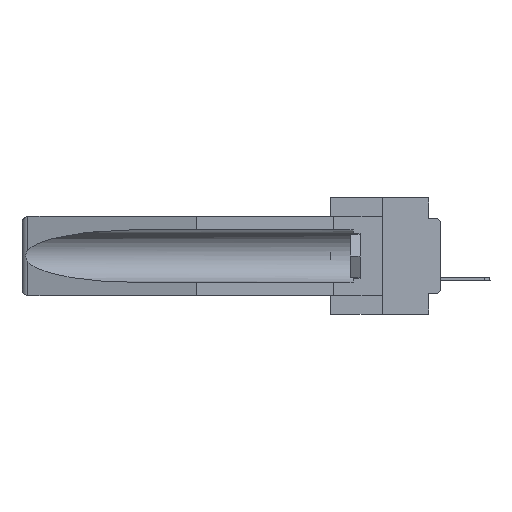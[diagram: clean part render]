
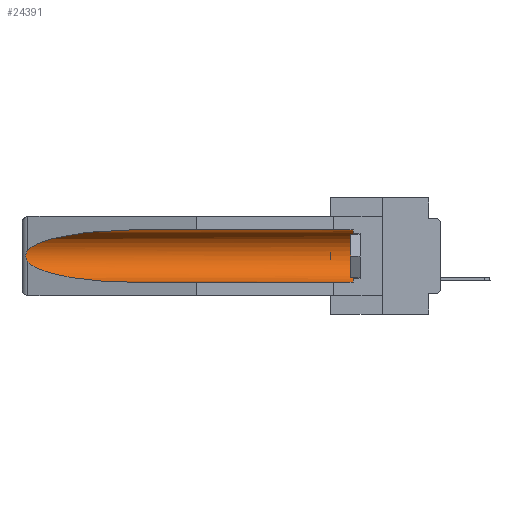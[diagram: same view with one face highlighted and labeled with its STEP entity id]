
A CAD part, left-side view. The second image highlights one B-rep face of the part: STEP entity #24391.
In plain terms, the highlighted cylindrical face has radius 2.857 mm (diameter 5.715 mm), a partial arc.
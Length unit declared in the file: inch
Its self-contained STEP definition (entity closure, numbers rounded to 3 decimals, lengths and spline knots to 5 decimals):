
#70 = CARTESIAN_POINT ( 'NONE',  ( 0.155, 1.07973, -0.059 ) ) ;
#174 = CARTESIAN_POINT ( 'NONE',  ( 0.155, 0.126, -0.059 ) ) ;
#198 = AXIS2_PLACEMENT_3D ( 'NONE', #14479, #27014, #39587 ) ;
#582 = EDGE_CURVE ( 'NONE', #17678, #9444, #23399, .T. ) ;
#2426 = CARTESIAN_POINT ( 'NONE',  ( 0.155, 1.07973, -0.284 ) ) ;
#5461 = EDGE_CURVE ( 'NONE', #9444, #24025, #32571, .T. ) ;
#5544 = VECTOR ( 'NONE', #32810, 39.37008 ) ;
#5923 = DIRECTION ( 'NONE',  ( 0., 1., 0. ) ) ;
#6454 = CARTESIAN_POINT ( 'NONE',  ( 0.26654, 1.53092, -0.15636 ) ) ;
#8020 = AXIS2_PLACEMENT_3D ( 'NONE', #36766, #5923, #8585 ) ;
#8585 = DIRECTION ( 'NONE',  ( 0., 0., 1. ) ) ;
#8634 = CARTESIAN_POINT ( 'NONE',  ( 0.26537, 1.52718, -0.14972 ) ) ;
#9444 = VERTEX_POINT ( 'NONE', #39373 ) ;
#11313 = ORIENTED_EDGE ( 'NONE', *, *, #5461, .T. ) ;
#11354 = ORIENTED_EDGE ( 'NONE', *, *, #582, .T. ) ;
#11684 = CARTESIAN_POINT ( 'NONE',  ( 0.155, 0.126, -0.284 ) ) ;
#11981 = CARTESIAN_POINT ( 'NONE',  ( 0.2675, 1.53308, -0.16763 ) ) ;
#12049 = FACE_OUTER_BOUND ( 'NONE', #15059, .T. ) ;
#12394 = CARTESIAN_POINT ( 'NONE',  ( 0.2675, 1.53308, -0.17534 ) ) ;
#12710 = VECTOR ( 'NONE', #29376, 39.37008 ) ;
#12849 = EDGE_CURVE ( 'NONE', #32421, #17678, #25118, .T. ) ;
#14479 = CARTESIAN_POINT ( 'NONE',  ( 0.155, 0.126, -0.1715 ) ) ;
#15059 = EDGE_LOOP ( 'NONE', ( #11313, #17132, #34709, #15998, #25278, #11354 ) ) ;
#15679 = CARTESIAN_POINT ( 'NONE',  ( 0.26537, 1.52718, -0.14972 ) ) ;
#15998 = ORIENTED_EDGE ( 'NONE', *, *, #26463, .F. ) ;
#16503 = EDGE_CURVE ( 'NONE', #24025, #22835, #25485, .T. ) ;
#16820 = CARTESIAN_POINT ( 'NONE',  ( 0.155, -0.30754, -0.059 ) ) ;
#17132 = ORIENTED_EDGE ( 'NONE', *, *, #16503, .T. ) ;
#17678 = VERTEX_POINT ( 'NONE', #174 ) ;
#18172 = CARTESIAN_POINT ( 'NONE',  ( 0.21114, 1.30732, -0.284 ) ) ;
#18562 = CARTESIAN_POINT ( 'NONE',  ( 0.26537, 1.52718, -0.14972 ) ) ;
#18971 = CARTESIAN_POINT ( 'NONE',  ( 0.2673, 1.53269, -0.17917 ) ) ;
#19846 = EDGE_CURVE ( 'NONE', #22835, #24312, #28347, .T. ) ;
#20244 = CARTESIAN_POINT ( 'NONE',  ( 0.155, -0.30754, -0.284 ) ) ;
#21250 = CARTESIAN_POINT ( 'NONE',  ( 0.25451, 1.48313, -0.24835 ) ) ;
#21668 = CARTESIAN_POINT ( 'NONE',  ( 0.26537, 1.52718, -0.19328 ) ) ;
#22041 = CARTESIAN_POINT ( 'NONE',  ( 0.26597, 1.52961, -0.15275 ) ) ;
#22056 = CARTESIAN_POINT ( 'NONE',  ( 0.155, 1.07973, -0.284 ) ) ;
#22254 = CARTESIAN_POINT ( 'NONE',  ( 0.26537, 1.52718, -0.19328 ) ) ;
#22835 = VERTEX_POINT ( 'NONE', #23113 ) ;
#23113 = CARTESIAN_POINT ( 'NONE',  ( 0.26537, 1.52718, -0.19328 ) ) ;
#23399 = LINE ( 'NONE', #16820, #12710 ) ;
#24025 = VERTEX_POINT ( 'NONE', #8634 ) ;
#24198 = CYLINDRICAL_SURFACE ( 'NONE', #8020, 0.1125 ) ;
#24312 = VERTEX_POINT ( 'NONE', #2426 ) ;
#24391 = ADVANCED_FACE ( 'NONE', ( #12049 ), #24198, .F. ) ;
#24928 = CARTESIAN_POINT ( 'NONE',  ( 0.21114, 1.30732, -0.059 ) ) ;
#25118 = CIRCLE ( 'NONE', #198, 0.1125 ) ;
#25278 = ORIENTED_EDGE ( 'NONE', *, *, #12849, .T. ) ;
#25485 = B_SPLINE_CURVE_WITH_KNOTS ( 'NONE', 3,
 ( #15679, #22041, #6454, #40591, #11981, #12394, #18971, #40179, #40383, #22254 ),
 .UNSPECIFIED., .F., .F.,
 ( 4, 2, 2, 2, 4 ),
 ( 0., 0.00029, 0.00058, 0.00087, 0.00117 ),
 .UNSPECIFIED. ) ;
#26463 = EDGE_CURVE ( 'NONE', #32421, #24312, #39389, .T. ) ;
#27014 = DIRECTION ( 'NONE',  ( 0., -1., 0. ) ) ;
#28000 = CARTESIAN_POINT ( 'NONE',  ( 0.25451, 1.48313, -0.09465 ) ) ;
#28347 =( BOUNDED_CURVE ( )  B_SPLINE_CURVE ( 3, ( #21668, #21250, #18172, #22056 ),
 .UNSPECIFIED., .F., .F. ) 
 B_SPLINE_CURVE_WITH_KNOTS ( ( 4, 4 ),
 ( 0.1948, 1.5708 ),
 .UNSPECIFIED. ) 
 CURVE ( )  GEOMETRIC_REPRESENTATION_ITEM ( )  RATIONAL_B_SPLINE_CURVE ( ( 1., 0.848, 0.848, 1. ) ) 
 REPRESENTATION_ITEM ( '' )  );
#29376 = DIRECTION ( 'NONE',  ( 0., 1., 0. ) ) ;
#32421 = VERTEX_POINT ( 'NONE', #11684 ) ;
#32571 =( BOUNDED_CURVE ( )  B_SPLINE_CURVE ( 3, ( #70, #24928, #28000, #18562 ),
 .UNSPECIFIED., .F., .F. ) 
 B_SPLINE_CURVE_WITH_KNOTS ( ( 4, 4 ),
 ( 4.71239, 6.08839 ),
 .UNSPECIFIED. ) 
 CURVE ( )  GEOMETRIC_REPRESENTATION_ITEM ( )  RATIONAL_B_SPLINE_CURVE ( ( 1., 0.848, 0.848, 1. ) ) 
 REPRESENTATION_ITEM ( '' )  );
#32810 = DIRECTION ( 'NONE',  ( 0., 1., 0. ) ) ;
#34709 = ORIENTED_EDGE ( 'NONE', *, *, #19846, .T. ) ;
#36766 = CARTESIAN_POINT ( 'NONE',  ( 0.155, -0.30754, -0.1715 ) ) ;
#39373 = CARTESIAN_POINT ( 'NONE',  ( 0.155, 1.07973, -0.059 ) ) ;
#39389 = LINE ( 'NONE', #20244, #5544 ) ;
#39587 = DIRECTION ( 'NONE',  ( 0., 0., 1. ) ) ;
#40179 = CARTESIAN_POINT ( 'NONE',  ( 0.26655, 1.53094, -0.18657 ) ) ;
#40383 = CARTESIAN_POINT ( 'NONE',  ( 0.26597, 1.5296, -0.19026 ) ) ;
#40591 = CARTESIAN_POINT ( 'NONE',  ( 0.2673, 1.5327, -0.16383 ) ) ;
